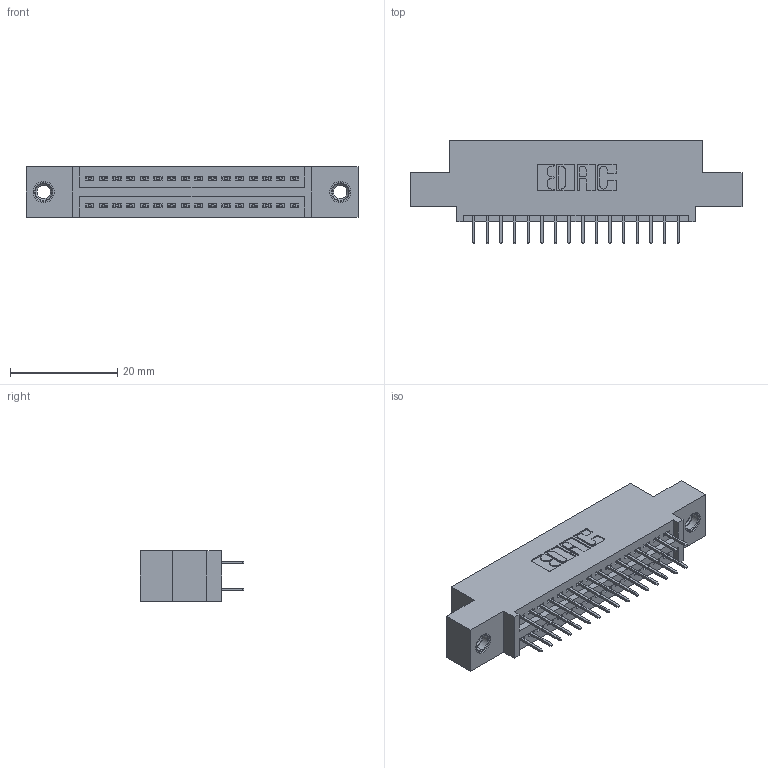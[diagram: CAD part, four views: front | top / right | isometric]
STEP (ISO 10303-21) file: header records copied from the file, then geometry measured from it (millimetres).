
FILE_DESCRIPTION (( 'STEP AP203' ), '1' );
FILE_NAME ('345-032-524-507.STEP', '2018-08-24T06:13:24', ( '' ), ( '' ), 'SwSTEP 2.0', 'SolidWorks 2016', '' );
FILE_SCHEMA (( 'CONFIG_CONTROL_DESIGN' ));
Length unit declared in the file: inch
Products named in the file (4): 345-032-524-507; 345 Part_0.110 Offset - 0.156 Dia-TI; 345-292-001_345-293-124; 345-250-001_345-250-005-103
Assembly tree (35 placements, depth 2):
  345-032-524-507
    345 Part_0.110 Offset - 0.156 Dia-TI
    345-292-001_345-293-124  x32
    345-250-001_345-250-005-103  x2
Bounding box: 61.85 x 19.35 x 9.4 mm (x, y, z)
Volume: 5631.4 mm3; surface area: 7813.5 mm2
Topology: 35 solids, 35 shells, 1918 faces, 5385 edges, 3454 vertices
Faces by surface type: plane 1364, cylinder 538, cone 12, torus 4
Entity records: 17446 total; most frequent: CARTESIAN_POINT 2931, ORIENTED_EDGE 2858, DIRECTION 2643, EDGE_CURVE 1429, LINE 1217, VECTOR 1217, VERTEX_POINT 944, AXIS2_PLACEMENT_3D 713
